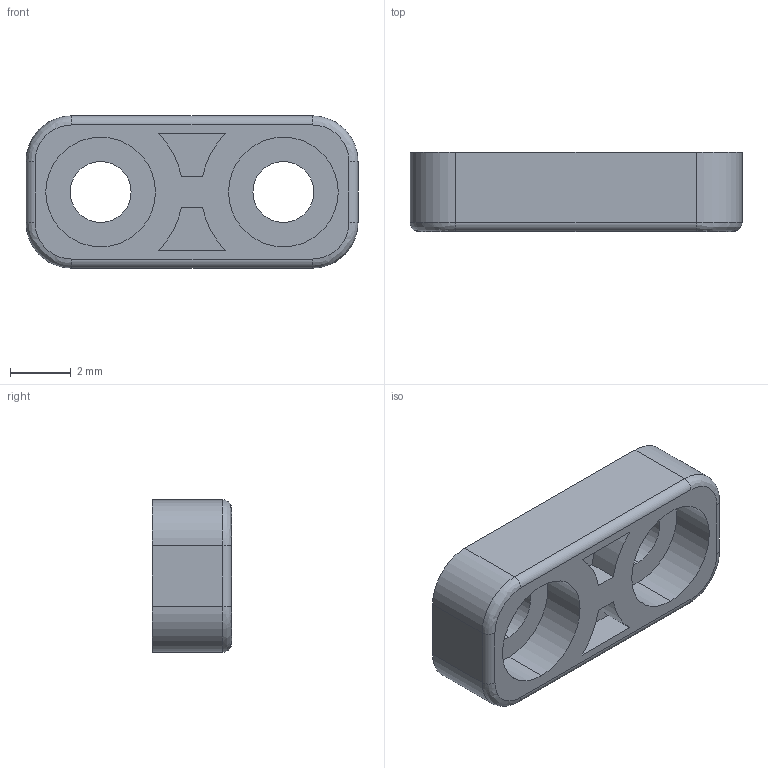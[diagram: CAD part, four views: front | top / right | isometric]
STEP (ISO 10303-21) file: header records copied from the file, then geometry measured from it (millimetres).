
FILE_DESCRIPTION (( 'STEP AP214' ), '1' );
FILE_NAME ('DRJ-0004.step', '2015-02-11T17:11:49', ( 'Alexandre' ), ( '' ), 'SwSTEP 2.0', 'SolidWorks 2015', '' );
FILE_SCHEMA (( 'AUTOMOTIVE_DESIGN' ));
Length unit declared in the file: millimetre
Products named in the file (1): DRJ-0004
Bounding box: 10.9 x 2.6 x 5 mm (x, y, z)
Volume: 90.9 mm3; surface area: 237.7 mm2
Topology: 1 solids, 1 shells, 43 faces, 100 edges, 64 vertices
Faces by surface type: cylinder 22, plane 17, bspline 4
Entity records: 1793 total; most frequent: CARTESIAN_POINT 280, DIRECTION 220, ORIENTED_EDGE 200, EDGE_CURVE 100, AXIS2_PLACEMENT_3D 84, VERTEX_POINT 64, VECTOR 52, LINE 52
